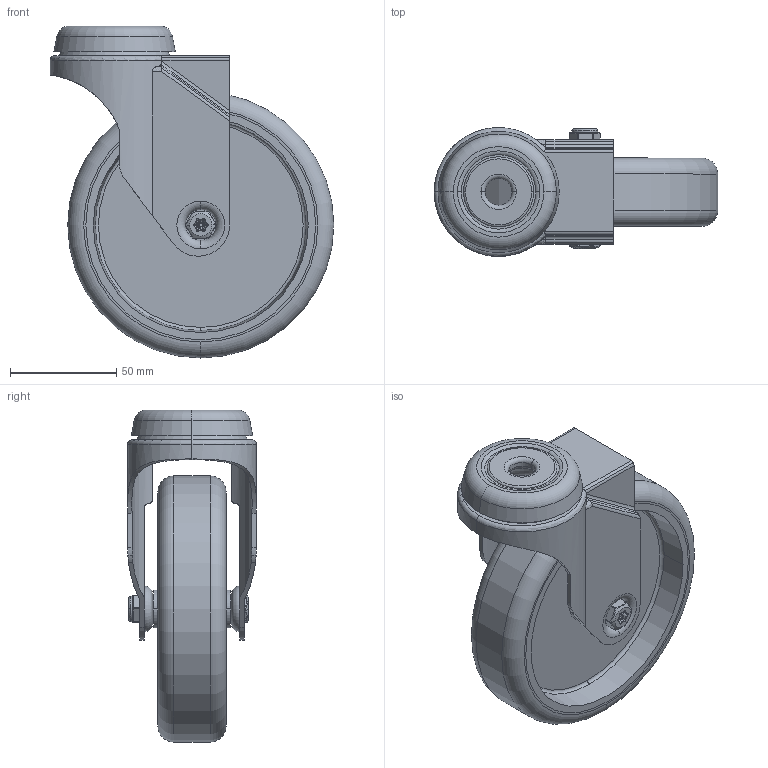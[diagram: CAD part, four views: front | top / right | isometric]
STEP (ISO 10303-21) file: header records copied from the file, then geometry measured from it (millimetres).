
FILE_DESCRIPTION(('STEP AP203'),'1');
FILE_NAME('BZM125GRBH12.STEP','2023-06-19T11:32:39',(' '),(' '),'Spatial InterOp 3D',' ',' ');
FILE_SCHEMA(('CONFIG_CONTROL_DESIGN'));
Length unit declared in the file: metre
Products named in the file (15): BZM125ASBH12; ZINC PLATED PRESSED STEEL HEAD; ZINC PLATED PRESSED STEEL FORKS; BZM125GRBH12; BZM125WGR; POLYPROPYLENE RIM; RUBBER TYRE; TUBEM10X37; ZINC PLATED AXLE TUBE; BOLTBZM8MM; ZINC PLATED AXLE BOLT; NYLOC NUT; NUT; RUBBER; NYLOCM8Z
Assembly tree (14 placements, depth 4):
  BZM125GRBH12
    BZM125ASBH12
      ZINC PLATED PRESSED STEEL HEAD
      ZINC PLATED PRESSED STEEL FORKS
    BZM125WGR
      POLYPROPYLENE RIM
      RUBBER TYRE
    TUBEM10X37
      ZINC PLATED AXLE TUBE
    BOLTBZM8MM
      ZINC PLATED AXLE BOLT
    NYLOCM8Z
      NYLOC NUT
        NUT
        RUBBER
Bounding box: 133.25 x 60.5 x 156 mm (x, y, z)
Volume: 232565.3 mm3; surface area: 109401.5 mm2
Topology: 8 solids, 8 shells, 373 faces, 894 edges, 550 vertices
Faces by surface type: cylinder 168, torus 72, plane 67, sphere 32, bspline 18, cone 16
Entity records: 18605 total; most frequent: CARTESIAN_POINT 8959, DIRECTION 2067, ORIENTED_EDGE 1776, AXIS2_PLACEMENT_3D 902, EDGE_CURVE 888, VERTEX_POINT 550, CIRCLE 506, EDGE_LOOP 410
